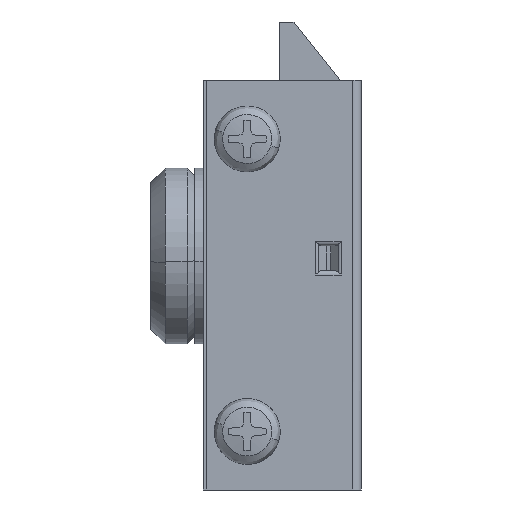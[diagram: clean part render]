
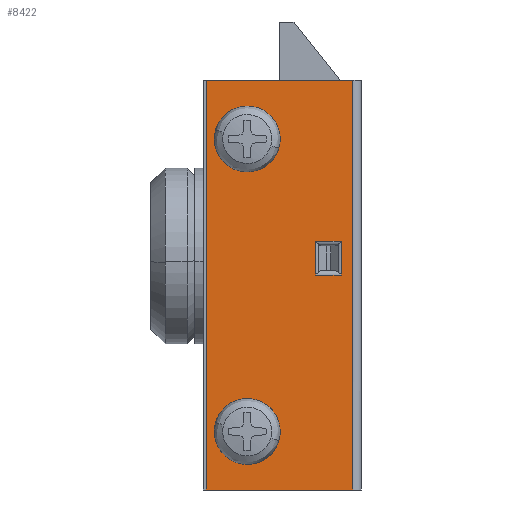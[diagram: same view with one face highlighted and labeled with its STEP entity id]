
A CAD part, front view. The second image highlights one B-rep face of the part: STEP entity #8422.
In plain terms, the highlighted free-form (B-spline) face has degree [1, 1] with [2, 2] control points.
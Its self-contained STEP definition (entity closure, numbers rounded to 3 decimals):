
#5802=CARTESIAN_POINT('',(-9.288,-5.6,23.814));
#5803=VERTEX_POINT('',#5802);
#5809=CARTESIAN_POINT('',(-7.8,-5.6,22.5));
#5810=VERTEX_POINT('',#5809);
#5811=CARTESIAN_POINT('',(-9.288,-5.6,23.814));
#5812=CARTESIAN_POINT('',(-9.124,-5.6,22.5));
#5813=CARTESIAN_POINT('',(-7.8,-5.6,22.5));
#5821=(BOUNDED_CURVE()B_SPLINE_CURVE(2,(#5811,#5812,#5813),.UNSPECIFIED.,.F.,.U.)B_SPLINE_CURVE_WITH_KNOTS((3,3),(0.271,0.5),.UNSPECIFIED.)CURVE()GEOMETRIC_REPRESENTATION_ITEM()RATIONAL_B_SPLINE_CURVE((0.954,0.732,1.0))REPRESENTATION_ITEM(''));
#5822=EDGE_CURVE('',#5803,#5810,#5821,.T.);
#5824=CARTESIAN_POINT('',(-6.3,-5.6,24.013));
#5825=VERTEX_POINT('',#5824);
#5826=CARTESIAN_POINT('',(-7.8,-5.6,22.5));
#5827=CARTESIAN_POINT('',(-6.3,-5.6,22.5));
#5828=CARTESIAN_POINT('',(-6.3,-5.6,24.0));
#5829=CARTESIAN_POINT('',(-6.3,-5.6,24.007));
#5830=CARTESIAN_POINT('',(-6.3,-5.6,24.013));
#5838=(BOUNDED_CURVE()B_SPLINE_CURVE(2,(#5826,#5827,#5828,#5829,#5830),.UNSPECIFIED.,.F.,.U.)B_SPLINE_CURVE_WITH_KNOTS((3,2,3),(0.5,0.75,0.752),.UNSPECIFIED.)CURVE()GEOMETRIC_REPRESENTATION_ITEM()RATIONAL_B_SPLINE_CURVE((1.0,0.707,1.0,0.998,0.996))REPRESENTATION_ITEM(''));
#5839=EDGE_CURVE('',#5810,#5825,#5838,.T.);
#5919=CARTESIAN_POINT('',(-7.8,-5.6,25.5));
#5920=VERTEX_POINT('',#5919);
#5921=CARTESIAN_POINT('',(-6.3,-5.6,24.013));
#5922=CARTESIAN_POINT('',(-6.313,-5.6,25.5));
#5923=CARTESIAN_POINT('',(-7.8,-5.6,25.5));
#5931=(BOUNDED_CURVE()B_SPLINE_CURVE(2,(#5921,#5922,#5923),.UNSPECIFIED.,.F.,.U.)B_SPLINE_CURVE_WITH_KNOTS((3,3),(0.752,1.0),.UNSPECIFIED.)CURVE()GEOMETRIC_REPRESENTATION_ITEM()RATIONAL_B_SPLINE_CURVE((0.996,0.709,1.0))REPRESENTATION_ITEM(''));
#5932=EDGE_CURVE('',#5825,#5920,#5931,.T.);
#5934=CARTESIAN_POINT('',(-7.8,-5.6,25.5));
#5935=CARTESIAN_POINT('',(-9.3,-5.6,25.5));
#5936=CARTESIAN_POINT('',(-9.3,-5.6,24.0));
#5937=CARTESIAN_POINT('',(-9.3,-5.6,23.907));
#5938=CARTESIAN_POINT('',(-9.288,-5.6,23.814));
#5946=(BOUNDED_CURVE()B_SPLINE_CURVE(2,(#5934,#5935,#5936,#5937,#5938),.UNSPECIFIED.,.F.,.U.)B_SPLINE_CURVE_WITH_KNOTS((3,2,3),(0.0,0.25,0.271),.UNSPECIFIED.)CURVE()GEOMETRIC_REPRESENTATION_ITEM()RATIONAL_B_SPLINE_CURVE((1.0,0.707,1.0,0.975,0.954))REPRESENTATION_ITEM(''));
#5947=EDGE_CURVE('',#5920,#5803,#5946,.T.);
#6174=CARTESIAN_POINT('',(-9.288,-5.6,3.814));
#6175=VERTEX_POINT('',#6174);
#6181=CARTESIAN_POINT('',(-7.8,-5.6,2.5));
#6182=VERTEX_POINT('',#6181);
#6183=CARTESIAN_POINT('',(-9.288,-5.6,3.814));
#6184=CARTESIAN_POINT('',(-9.124,-5.6,2.5));
#6185=CARTESIAN_POINT('',(-7.8,-5.6,2.5));
#6193=(BOUNDED_CURVE()B_SPLINE_CURVE(2,(#6183,#6184,#6185),.UNSPECIFIED.,.F.,.U.)B_SPLINE_CURVE_WITH_KNOTS((3,3),(0.271,0.5),.UNSPECIFIED.)CURVE()GEOMETRIC_REPRESENTATION_ITEM()RATIONAL_B_SPLINE_CURVE((0.954,0.732,1.0))REPRESENTATION_ITEM(''));
#6194=EDGE_CURVE('',#6175,#6182,#6193,.T.);
#6196=CARTESIAN_POINT('',(-6.3,-5.6,4.013));
#6197=VERTEX_POINT('',#6196);
#6198=CARTESIAN_POINT('',(-7.8,-5.6,2.5));
#6199=CARTESIAN_POINT('',(-6.3,-5.6,2.5));
#6200=CARTESIAN_POINT('',(-6.3,-5.6,4.));
#6201=CARTESIAN_POINT('',(-6.3,-5.6,4.007));
#6202=CARTESIAN_POINT('',(-6.3,-5.6,4.013));
#6210=(BOUNDED_CURVE()B_SPLINE_CURVE(2,(#6198,#6199,#6200,#6201,#6202),.UNSPECIFIED.,.F.,.U.)B_SPLINE_CURVE_WITH_KNOTS((3,2,3),(0.5,0.75,0.752),.UNSPECIFIED.)CURVE()GEOMETRIC_REPRESENTATION_ITEM()RATIONAL_B_SPLINE_CURVE((1.0,0.707,1.0,0.998,0.996))REPRESENTATION_ITEM(''));
#6211=EDGE_CURVE('',#6182,#6197,#6210,.T.);
#6291=CARTESIAN_POINT('',(-7.8,-5.6,5.5));
#6292=VERTEX_POINT('',#6291);
#6293=CARTESIAN_POINT('',(-6.3,-5.6,4.013));
#6294=CARTESIAN_POINT('',(-6.313,-5.6,5.5));
#6295=CARTESIAN_POINT('',(-7.8,-5.6,5.5));
#6303=(BOUNDED_CURVE()B_SPLINE_CURVE(2,(#6293,#6294,#6295),.UNSPECIFIED.,.F.,.U.)B_SPLINE_CURVE_WITH_KNOTS((3,3),(0.752,1.0),.UNSPECIFIED.)CURVE()GEOMETRIC_REPRESENTATION_ITEM()RATIONAL_B_SPLINE_CURVE((0.996,0.709,1.0))REPRESENTATION_ITEM(''));
#6304=EDGE_CURVE('',#6197,#6292,#6303,.T.);
#6306=CARTESIAN_POINT('',(-7.8,-5.6,5.5));
#6307=CARTESIAN_POINT('',(-9.3,-5.6,5.5));
#6308=CARTESIAN_POINT('',(-9.3,-5.6,4.));
#6309=CARTESIAN_POINT('',(-9.3,-5.6,3.907));
#6310=CARTESIAN_POINT('',(-9.288,-5.6,3.814));
#6318=(BOUNDED_CURVE()B_SPLINE_CURVE(2,(#6306,#6307,#6308,#6309,#6310),.UNSPECIFIED.,.F.,.U.)B_SPLINE_CURVE_WITH_KNOTS((3,2,3),(0.0,0.25,0.271),.UNSPECIFIED.)CURVE()GEOMETRIC_REPRESENTATION_ITEM()RATIONAL_B_SPLINE_CURVE((1.0,0.707,1.0,0.975,0.954))REPRESENTATION_ITEM(''));
#6319=EDGE_CURVE('',#6292,#6175,#6318,.T.);
#6739=CARTESIAN_POINT('',(-3.124,-5.6,14.7));
#6740=VERTEX_POINT('',#6739);
#6763=CARTESIAN_POINT('',(-3.124,-5.6,17.));
#6764=VERTEX_POINT('',#6763);
#6778=CARTESIAN_POINT('',(-3.124,-5.6,14.7));
#6779=CARTESIAN_POINT('',(-3.124,-5.6,17.));
#6780=QUASI_UNIFORM_CURVE('',1,(#6778,#6779),.UNSPECIFIED.,.F.,.U.);
#6781=EDGE_CURVE('',#6740,#6764,#6780,.T.);
#6802=CARTESIAN_POINT('',(-1.376,-5.6,17.));
#6803=VERTEX_POINT('',#6802);
#6817=CARTESIAN_POINT('',(-3.124,-5.6,17.));
#6818=CARTESIAN_POINT('',(-1.376,-5.6,17.));
#6819=QUASI_UNIFORM_CURVE('',1,(#6817,#6818),.UNSPECIFIED.,.F.,.U.);
#6820=EDGE_CURVE('',#6764,#6803,#6819,.T.);
#6898=CARTESIAN_POINT('',(-1.376,-5.6,14.7));
#6899=VERTEX_POINT('',#6898);
#6900=CARTESIAN_POINT('',(-1.376,-5.6,14.7));
#6901=CARTESIAN_POINT('',(-3.124,-5.6,14.7));
#6902=QUASI_UNIFORM_CURVE('',1,(#6900,#6901),.UNSPECIFIED.,.F.,.U.);
#6903=EDGE_CURVE('',#6899,#6740,#6902,.T.);
#6956=CARTESIAN_POINT('',(-1.376,-5.6,17.));
#6957=CARTESIAN_POINT('',(-1.376,-5.6,14.7));
#6958=QUASI_UNIFORM_CURVE('',1,(#6956,#6957),.UNSPECIFIED.,.F.,.U.);
#6959=EDGE_CURVE('',#6803,#6899,#6958,.T.);
#7889=CARTESIAN_POINT('',(-0.6,-5.6,0.0));
#7890=VERTEX_POINT('',#7889);
#7911=CARTESIAN_POINT('',(-0.6,-5.6,28.0));
#7912=VERTEX_POINT('',#7911);
#7926=CARTESIAN_POINT('',(-0.6,-5.6,0.0));
#7927=CARTESIAN_POINT('',(-0.6,-5.6,28.0));
#7928=QUASI_UNIFORM_CURVE('',1,(#7926,#7927),.UNSPECIFIED.,.F.,.U.);
#7929=EDGE_CURVE('',#7890,#7912,#7928,.T.);
#8133=CARTESIAN_POINT('',(-10.6,-5.6,28.0));
#8134=VERTEX_POINT('',#8133);
#8140=CARTESIAN_POINT('',(-10.6,-5.6,28.0));
#8141=CARTESIAN_POINT('',(-0.6,-5.6,28.0));
#8142=QUASI_UNIFORM_CURVE('',1,(#8140,#8141),.UNSPECIFIED.,.F.,.U.);
#8143=EDGE_CURVE('',#8134,#7912,#8142,.T.);
#8230=CARTESIAN_POINT('',(-10.6,-5.6,0.0));
#8231=VERTEX_POINT('',#8230);
#8237=CARTESIAN_POINT('',(-10.6,-5.6,0.0));
#8238=CARTESIAN_POINT('',(-10.6,-5.6,28.0));
#8239=QUASI_UNIFORM_CURVE('',1,(#8237,#8238),.UNSPECIFIED.,.F.,.U.);
#8240=EDGE_CURVE('',#8231,#8134,#8239,.T.);
#8322=CARTESIAN_POINT('',(-10.6,-5.6,0.0));
#8323=CARTESIAN_POINT('',(-0.6,-5.6,0.0));
#8324=QUASI_UNIFORM_CURVE('',1,(#8322,#8323),.UNSPECIFIED.,.F.,.U.);
#8325=EDGE_CURVE('',#8231,#7890,#8324,.T.);
#8393=CARTESIAN_POINT('',(-11.1,-5.6,29.399));
#8394=CARTESIAN_POINT('',(-11.1,-5.6,-1.399));
#8395=CARTESIAN_POINT('',(-0.1,-5.6,29.399));
#8396=CARTESIAN_POINT('',(-0.1,-5.6,-1.399));
#8397=B_SPLINE_SURFACE_WITH_KNOTS('',1,1,((#8393,#8395),(#8394,#8396)),.UNSPECIFIED.,.F.,.F.,.U.,(2,2),(2,2),(0.0,30.797),(0.0,10.999),.UNSPECIFIED.);
#8398=ORIENTED_EDGE('',*,*,#8325,.T.);
#8399=ORIENTED_EDGE('',*,*,#7929,.T.);
#8400=ORIENTED_EDGE('',*,*,#8143,.F.);
#8401=ORIENTED_EDGE('',*,*,#8240,.F.);
#8402=EDGE_LOOP('',(#8398,#8399,#8400,#8401));
#8403=FACE_OUTER_BOUND('',#8402,.T.);
#8404=ORIENTED_EDGE('',*,*,#6959,.T.);
#8405=ORIENTED_EDGE('',*,*,#6903,.T.);
#8406=ORIENTED_EDGE('',*,*,#6781,.T.);
#8407=ORIENTED_EDGE('',*,*,#6820,.T.);
#8408=EDGE_LOOP('',(#8404,#8405,#8406,#8407));
#8409=FACE_BOUND('',#8408,.T.);
#8410=ORIENTED_EDGE('',*,*,#6211,.F.);
#8411=ORIENTED_EDGE('',*,*,#6194,.F.);
#8412=ORIENTED_EDGE('',*,*,#6319,.F.);
#8413=ORIENTED_EDGE('',*,*,#6304,.F.);
#8414=EDGE_LOOP('',(#8410,#8411,#8412,#8413));
#8415=FACE_BOUND('',#8414,.T.);
#8416=ORIENTED_EDGE('',*,*,#5839,.F.);
#8417=ORIENTED_EDGE('',*,*,#5822,.F.);
#8418=ORIENTED_EDGE('',*,*,#5947,.F.);
#8419=ORIENTED_EDGE('',*,*,#5932,.F.);
#8420=EDGE_LOOP('',(#8416,#8417,#8418,#8419));
#8421=FACE_BOUND('',#8420,.T.);
#8422=ADVANCED_FACE('',(#8403,#8409,#8415,#8421),#8397,.T.);
